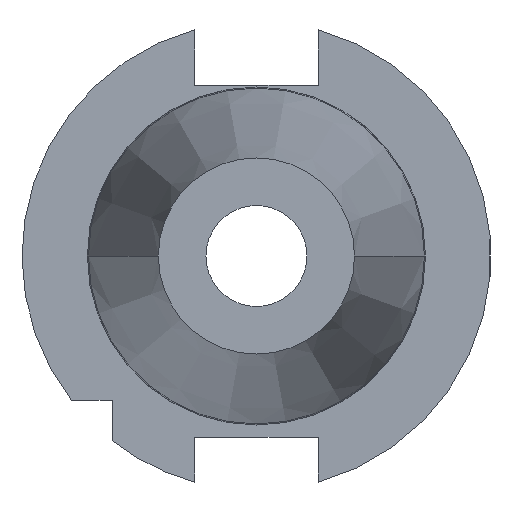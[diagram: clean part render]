
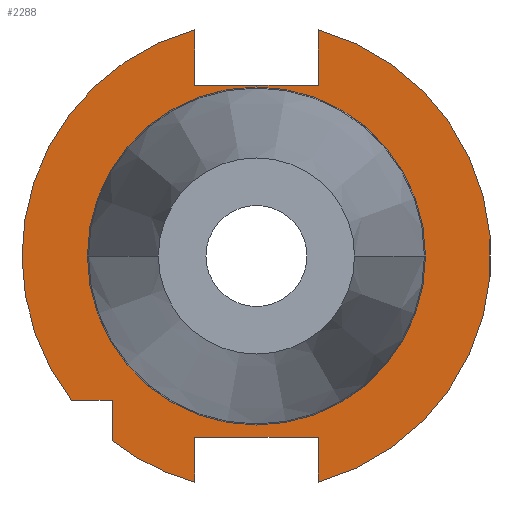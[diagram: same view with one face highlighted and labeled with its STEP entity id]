
A CAD part, left-side view. The second image highlights one B-rep face of the part: STEP entity #2288.
In plain terms, the highlighted planar face has unit normal (-1, 0, 0).
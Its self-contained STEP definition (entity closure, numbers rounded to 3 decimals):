
#750=CARTESIAN_POINT('',(3.2,0.,0.));
#751=DIRECTION('',(1.,0.,0.));
#752=DIRECTION('',(0.,1.,0.));
#753=AXIS2_PLACEMENT_3D('',#750,#751,#752);
#772=CARTESIAN_POINT('',(3.2,0.,0.));
#773=DIRECTION('',(-1.,0.,0.));
#774=DIRECTION('',(0.,1.,0.));
#775=AXIS2_PLACEMENT_3D('',#772,#773,#774);
#780=DIRECTION('',(0.,-1.,0.));
#781=VECTOR('',#780,8.426);
#782=CARTESIAN_POINT('',(3.2,38.426,-30.));
#783=LINE('',#782,#781);
#787=DIRECTION('',(0.,0.,-1.));
#788=VECTOR('',#787,11.526);
#789=CARTESIAN_POINT('',(3.2,12.85,47.026));
#790=LINE('',#789,#788);
#794=DIRECTION('',(0.,1.,0.));
#795=VECTOR('',#794,25.7);
#796=CARTESIAN_POINT('',(3.2,-12.85,35.5));
#797=LINE('',#796,#795);
#801=DIRECTION('',(0.,0.,-1.));
#802=VECTOR('',#801,11.526);
#803=CARTESIAN_POINT('',(3.2,-12.85,47.026));
#804=LINE('',#803,#802);
#808=DIRECTION('',(0.,0.,1.));
#809=VECTOR('',#808,9.326);
#810=CARTESIAN_POINT('',(3.2,-12.85,-47.026));
#811=LINE('',#810,#809);
#815=DIRECTION('',(0.,1.,0.));
#816=VECTOR('',#815,25.7);
#817=CARTESIAN_POINT('',(3.2,-12.85,-37.7));
#818=LINE('',#817,#816);
#822=DIRECTION('',(0.,0.,1.));
#823=VECTOR('',#822,9.326);
#824=CARTESIAN_POINT('',(3.2,12.85,-47.026));
#825=LINE('',#824,#823);
#829=DIRECTION('',(0.,0.,1.));
#830=VECTOR('',#829,8.426);
#831=CARTESIAN_POINT('',(3.2,30.,-38.426));
#832=LINE('',#831,#830);
#1296=CARTESIAN_POINT('',(3.2,0.,0.));
#1297=DIRECTION('',(-1.,0.,0.));
#1298=DIRECTION('',(0.,-0.264,-0.965));
#1299=AXIS2_PLACEMENT_3D('',#1296,#1297,#1298);
#1341=CARTESIAN_POINT('',(3.2,0.,0.));
#1342=DIRECTION('',(-1.,0.,0.));
#1343=DIRECTION('',(0.,0.264,0.965));
#1344=AXIS2_PLACEMENT_3D('',#1341,#1342,#1343);
#1356=CARTESIAN_POINT('',(3.2,0.,0.));
#1357=DIRECTION('',(-1.,0.,0.));
#1358=DIRECTION('',(0.,0.615,-0.788));
#1359=AXIS2_PLACEMENT_3D('',#1356,#1357,#1358);
#1393=CARTESIAN_POINT('',(3.2,35.034,0.));
#1395=VERTEX_POINT('',#1393);
#1403=CARTESIAN_POINT('',(3.2,-35.034,0.));
#1405=VERTEX_POINT('',#1403);
#1425=CARTESIAN_POINT('',(3.2,12.85,47.026));
#1426=VERTEX_POINT('',#1425);
#1427=CARTESIAN_POINT('',(3.2,-12.85,47.026));
#1428=VERTEX_POINT('',#1427);
#1429=CARTESIAN_POINT('',(3.2,-12.85,35.5));
#1430=CARTESIAN_POINT('',(3.2,12.85,35.5));
#1431=VERTEX_POINT('',#1429);
#1432=VERTEX_POINT('',#1430);
#1463=CARTESIAN_POINT('',(3.2,12.85,-47.026));
#1464=VERTEX_POINT('',#1463);
#1465=CARTESIAN_POINT('',(3.2,-12.85,-47.026));
#1466=VERTEX_POINT('',#1465);
#1467=CARTESIAN_POINT('',(3.2,-12.85,-37.7));
#1468=CARTESIAN_POINT('',(3.2,12.85,-37.7));
#1469=VERTEX_POINT('',#1467);
#1470=VERTEX_POINT('',#1468);
#1567=CARTESIAN_POINT('',(3.2,38.426,-30.));
#1568=VERTEX_POINT('',#1567);
#1569=CARTESIAN_POINT('',(3.2,30.,-38.426));
#1570=VERTEX_POINT('',#1569);
#1571=CARTESIAN_POINT('',(3.2,30.,-30.));
#1572=VERTEX_POINT('',#1571);
#2255=CARTESIAN_POINT('',(3.2,0.,0.));
#2256=DIRECTION('',(1.,0.,0.));
#2257=DIRECTION('',(0.,-1.,0.));
#2258=AXIS2_PLACEMENT_3D('',#2255,#2256,#2257);
#2259=PLANE('',#2258);
#2261=ORIENTED_EDGE('',*,*,#2260,.F.);
#2263=ORIENTED_EDGE('',*,*,#2262,.F.);
#2265=ORIENTED_EDGE('',*,*,#2264,.T.);
#2267=ORIENTED_EDGE('',*,*,#2266,.F.);
#2269=ORIENTED_EDGE('',*,*,#2268,.F.);
#2271=ORIENTED_EDGE('',*,*,#2270,.F.);
#2273=ORIENTED_EDGE('',*,*,#2272,.T.);
#2275=ORIENTED_EDGE('',*,*,#2274,.T.);
#2277=ORIENTED_EDGE('',*,*,#2276,.F.);
#2279=ORIENTED_EDGE('',*,*,#2278,.F.);
#2281=ORIENTED_EDGE('',*,*,#2280,.T.);
#2282=EDGE_LOOP('',(#2261,#2263,#2265,#2267,#2269,#2271,#2273,#2275,#2277,#2279,
#2281));
#2283=FACE_OUTER_BOUND('',#2282,.F.);
#2284=ORIENTED_EDGE('',*,*,#2250,.T.);
#2285=ORIENTED_EDGE('',*,*,#2234,.F.);
#2286=EDGE_LOOP('',(#2284,#2285));
#2287=FACE_BOUND('',#2286,.F.);
#754=CIRCLE('',#753,35.034);
#776=CIRCLE('',#775,35.034);
#1300=CIRCLE('',#1299,48.75);
#1345=CIRCLE('',#1344,48.75);
#1360=CIRCLE('',#1359,48.75);
#2234=EDGE_CURVE('',#1395,#1405,#754,.T.);
#2250=EDGE_CURVE('',#1395,#1405,#776,.T.);
#2260=EDGE_CURVE('',#1568,#1572,#783,.T.);
#2262=EDGE_CURVE('',#1426,#1568,#1345,.T.);
#2264=EDGE_CURVE('',#1426,#1432,#790,.T.);
#2266=EDGE_CURVE('',#1431,#1432,#797,.T.);
#2268=EDGE_CURVE('',#1428,#1431,#804,.T.);
#2270=EDGE_CURVE('',#1466,#1428,#1300,.T.);
#2272=EDGE_CURVE('',#1466,#1469,#811,.T.);
#2274=EDGE_CURVE('',#1469,#1470,#818,.T.);
#2276=EDGE_CURVE('',#1464,#1470,#825,.T.);
#2278=EDGE_CURVE('',#1570,#1464,#1360,.T.);
#2280=EDGE_CURVE('',#1570,#1572,#832,.T.);
#2288=ADVANCED_FACE('',(#2283,#2287),#2259,.F.);
